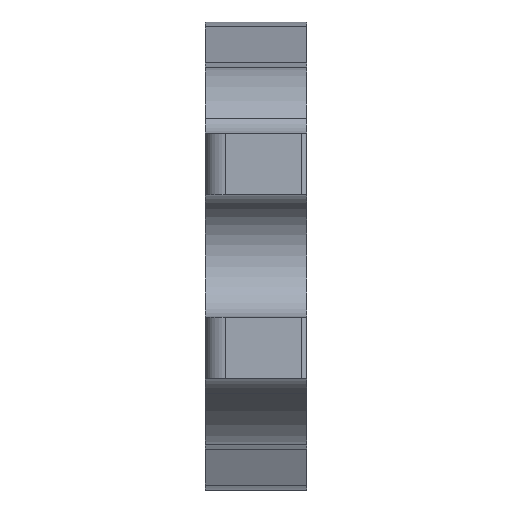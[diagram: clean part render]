
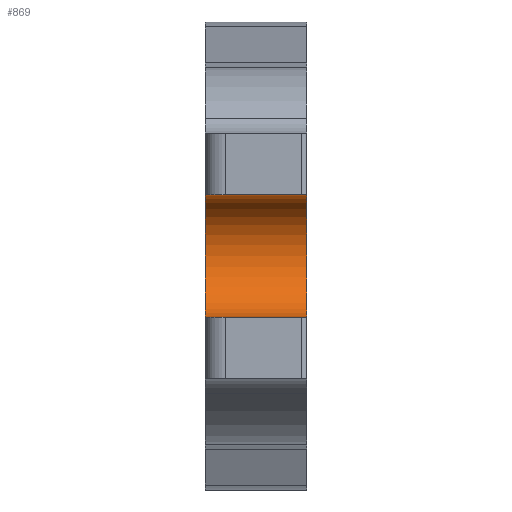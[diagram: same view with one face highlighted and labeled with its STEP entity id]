
A CAD part, left-side view. The second image highlights one B-rep face of the part: STEP entity #869.
In plain terms, the highlighted cylindrical face has radius 6 mm (diameter 12 mm), a partial arc.
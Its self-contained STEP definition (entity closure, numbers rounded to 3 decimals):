
#99 = ORIENTED_EDGE ( 'NONE', *, *, #4348, .F. ) ;
#281 = AXIS2_PLACEMENT_3D ( 'NONE', #3543, #5576, #7423 ) ;
#483 = DIRECTION ( 'NONE',  ( 0., 0., 1. ) ) ;
#585 = ORIENTED_EDGE ( 'NONE', *, *, #4253, .F. ) ;
#626 = CARTESIAN_POINT ( 'NONE',  ( -29., 0., 6. ) ) ;
#869 = ADVANCED_FACE ( 'NONE', ( #962 ), #7853, .F. ) ;
#962 = FACE_OUTER_BOUND ( 'NONE', #6545, .T. ) ;
#967 = EDGE_CURVE ( 'NONE', #2111, #1271, #4055, .T. ) ;
#1047 = DIRECTION ( 'NONE',  ( 0., 1., 0. ) ) ;
#1207 = VECTOR ( 'NONE', #5505, 1000. ) ;
#1271 = VERTEX_POINT ( 'NONE', #4531 ) ;
#1553 = CARTESIAN_POINT ( 'NONE',  ( -29., 6.5, 0. ) ) ;
#1655 = CARTESIAN_POINT ( 'NONE',  ( -29., 1.5, -6. ) ) ;
#2111 = VERTEX_POINT ( 'NONE', #7895 ) ;
#2279 = DIRECTION ( 'NONE',  ( 0., 0., 1. ) ) ;
#2300 = CARTESIAN_POINT ( 'NONE',  ( -29., 1.5, 0. ) ) ;
#3108 = ORIENTED_EDGE ( 'NONE', *, *, #967, .F. ) ;
#3543 = CARTESIAN_POINT ( 'NONE',  ( -29., -3.5, 0. ) ) ;
#3786 = CIRCLE ( 'NONE', #281, 6. ) ;
#4017 = EDGE_CURVE ( 'NONE', #4680, #7786, #6710, .T. ) ;
#4046 = AXIS2_PLACEMENT_3D ( 'NONE', #1553, #5326, #2279 ) ;
#4055 = LINE ( 'NONE', #1655, #7120 ) ;
#4215 = CARTESIAN_POINT ( 'NONE',  ( -29., -3.5, 6. ) ) ;
#4253 = EDGE_CURVE ( 'NONE', #1271, #7786, #4439, .T. ) ;
#4348 = EDGE_CURVE ( 'NONE', #4680, #2111, #3786, .T. ) ;
#4439 = CIRCLE ( 'NONE', #4046, 6. ) ;
#4531 = CARTESIAN_POINT ( 'NONE',  ( -29., 6.5, -6. ) ) ;
#4680 = VERTEX_POINT ( 'NONE', #4215 ) ;
#4785 = DIRECTION ( 'NONE',  ( 0., 1., 0. ) ) ;
#4805 = ORIENTED_EDGE ( 'NONE', *, *, #4017, .T. ) ;
#5124 = CARTESIAN_POINT ( 'NONE',  ( -29., 6.5, 6. ) ) ;
#5326 = DIRECTION ( 'NONE',  ( 0., -1., 0. ) ) ;
#5505 = DIRECTION ( 'NONE',  ( 0., 1., 0. ) ) ;
#5576 = DIRECTION ( 'NONE',  ( 0., 1., 0. ) ) ;
#6545 = EDGE_LOOP ( 'NONE', ( #4805, #585, #3108, #99 ) ) ;
#6710 = LINE ( 'NONE', #626, #1207 ) ;
#7120 = VECTOR ( 'NONE', #1047, 1000. ) ;
#7423 = DIRECTION ( 'NONE',  ( 0., 0., 1. ) ) ;
#7746 = AXIS2_PLACEMENT_3D ( 'NONE', #2300, #4785, #483 ) ;
#7786 = VERTEX_POINT ( 'NONE', #5124 ) ;
#7853 = CYLINDRICAL_SURFACE ( 'NONE', #7746, 6. ) ;
#7895 = CARTESIAN_POINT ( 'NONE',  ( -29., -3.5, -6. ) ) ;
